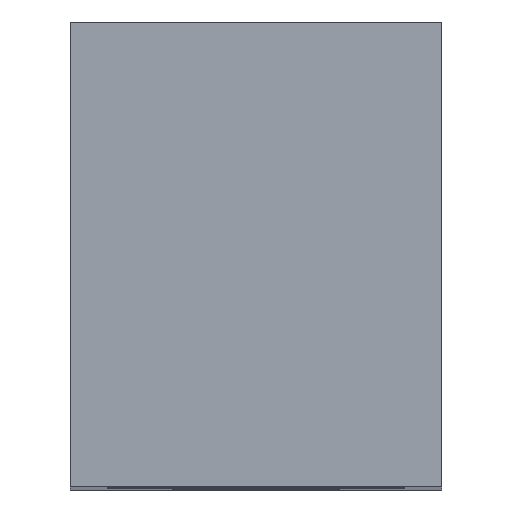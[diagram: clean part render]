
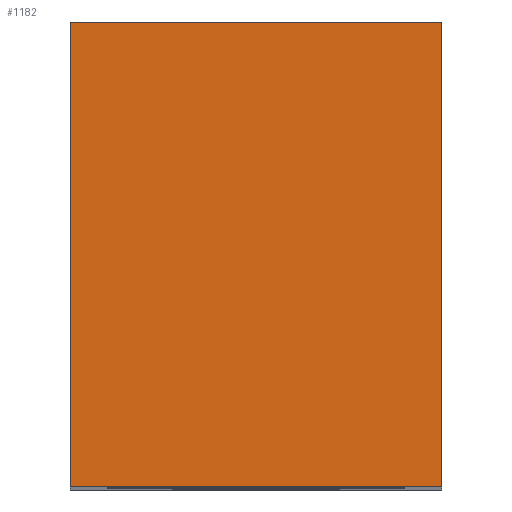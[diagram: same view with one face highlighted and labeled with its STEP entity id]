
A CAD part, top view. The second image highlights one B-rep face of the part: STEP entity #1182.
In plain terms, the highlighted planar face has unit normal (0, 0, 1).
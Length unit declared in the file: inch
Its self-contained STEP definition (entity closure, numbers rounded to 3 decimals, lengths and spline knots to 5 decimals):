
#25 = DIRECTION ( 'NONE',  ( 0., 0., 1. ) ) ;
#151 = VECTOR ( 'NONE', #270, 39.37008 ) ;
#270 = DIRECTION ( 'NONE',  ( 0., -1., 0. ) ) ;
#323 = CARTESIAN_POINT ( 'NONE',  ( 0., 2.5, 4.15 ) ) ;
#512 = VERTEX_POINT ( 'NONE', #1495 ) ;
#641 = DIRECTION ( 'NONE',  ( -1., 0., 0. ) ) ;
#646 = CARTESIAN_POINT ( 'NONE',  ( 2., 2.5, 4.15 ) ) ;
#674 = LINE ( 'NONE', #2235, #1341 ) ;
#685 = CARTESIAN_POINT ( 'NONE',  ( 0., 0., 4.15 ) ) ;
#717 = EDGE_CURVE ( 'NONE', #1635, #873, #674, .T. ) ;
#751 = EDGE_CURVE ( 'NONE', #2237, #1635, #2249, .T. ) ;
#873 = VERTEX_POINT ( 'NONE', #323 ) ;
#878 = ORIENTED_EDGE ( 'NONE', *, *, #717, .T. ) ;
#1041 = ORIENTED_EDGE ( 'NONE', *, *, #751, .T. ) ;
#1107 = PLANE ( 'NONE',  #1801 ) ;
#1182 = ADVANCED_FACE ( 'NONE', ( #2315 ), #1107, .T. ) ;
#1218 = CARTESIAN_POINT ( 'NONE',  ( 2., 0., 4.15 ) ) ;
#1341 = VECTOR ( 'NONE', #641, 39.37008 ) ;
#1379 = CARTESIAN_POINT ( 'NONE',  ( 0., 2.5, 4.15 ) ) ;
#1382 = LINE ( 'NONE', #685, #1701 ) ;
#1495 = CARTESIAN_POINT ( 'NONE',  ( 0., 0., 4.15 ) ) ;
#1567 = EDGE_LOOP ( 'NONE', ( #2132, #2316, #1041, #878 ) ) ;
#1577 = DIRECTION ( 'NONE',  ( 1., 0., 0. ) ) ;
#1635 = VERTEX_POINT ( 'NONE', #2131 ) ;
#1701 = VECTOR ( 'NONE', #1577, 39.37008 ) ;
#1801 = AXIS2_PLACEMENT_3D ( 'NONE', #1840, #25, #2036 ) ;
#1840 = CARTESIAN_POINT ( 'NONE',  ( 0., 0., 4.15 ) ) ;
#1890 = LINE ( 'NONE', #1379, #151 ) ;
#1912 = DIRECTION ( 'NONE',  ( 0., 1., 0. ) ) ;
#2036 = DIRECTION ( 'NONE',  ( 1., 0., 0. ) ) ;
#2131 = CARTESIAN_POINT ( 'NONE',  ( 2., 2.5, 4.15 ) ) ;
#2132 = ORIENTED_EDGE ( 'NONE', *, *, #2147, .T. ) ;
#2147 = EDGE_CURVE ( 'NONE', #873, #512, #1890, .T. ) ;
#2235 = CARTESIAN_POINT ( 'NONE',  ( 0., 2.5, 4.15 ) ) ;
#2237 = VERTEX_POINT ( 'NONE', #1218 ) ;
#2249 = LINE ( 'NONE', #646, #2296 ) ;
#2255 = EDGE_CURVE ( 'NONE', #512, #2237, #1382, .T. ) ;
#2296 = VECTOR ( 'NONE', #1912, 39.37008 ) ;
#2315 = FACE_OUTER_BOUND ( 'NONE', #1567, .T. ) ;
#2316 = ORIENTED_EDGE ( 'NONE', *, *, #2255, .T. ) ;
